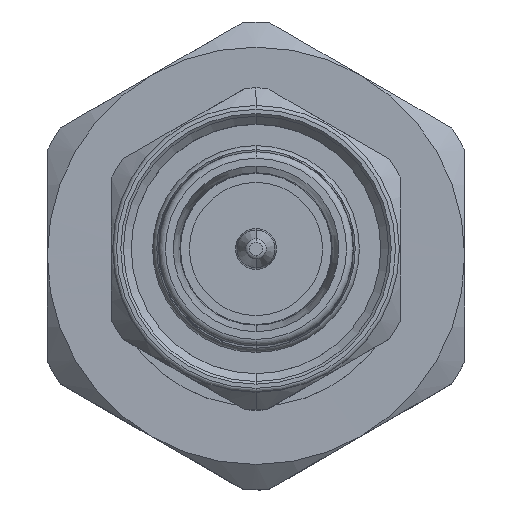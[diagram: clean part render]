
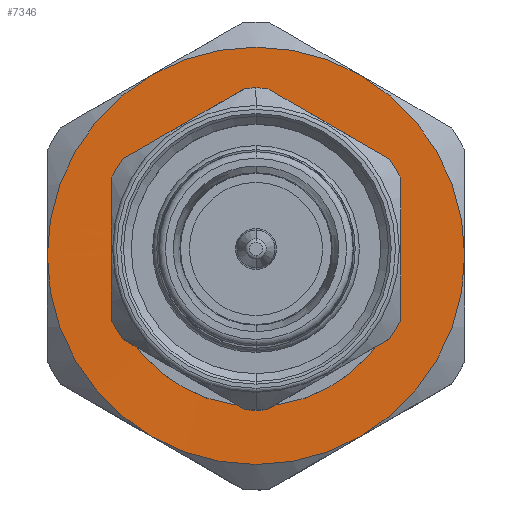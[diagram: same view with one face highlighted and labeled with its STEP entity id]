
A CAD part, top view. The second image highlights one B-rep face of the part: STEP entity #7346.
In plain terms, the highlighted face is planar.
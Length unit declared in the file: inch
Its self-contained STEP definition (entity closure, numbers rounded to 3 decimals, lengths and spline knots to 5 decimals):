
#68 = CARTESIAN_POINT ( 'NONE',  ( 0.58077, -0.38086, 0.10235 ) ) ;
#99 = CARTESIAN_POINT ( 'NONE',  ( 0.581, 0., 0.625 ) ) ;
#194 = CARTESIAN_POINT ( 'NONE',  ( 0.58077, -0.39104, 0.05119 ) ) ;
#411 = CARTESIAN_POINT ( 'NONE',  ( 0.58089, 0., -0.39104 ) ) ;
#450 = CARTESIAN_POINT ( 'NONE',  ( 0.58077, 0.34169, -0.19694 ) ) ;
#530 = CARTESIAN_POINT ( 'NONE',  ( 0.58077, 0.10235, -0.38086 ) ) ;
#626 = CARTESIAN_POINT ( 'NONE',  ( 0.58089, 0., -0.39104 ) ) ;
#837 = EDGE_CURVE ( 'NONE', #1756, #4525, #2573, .T. ) ;
#850 = EDGE_CURVE ( 'NONE', #1181, #1756, #3129, .T. ) ;
#1061 = DIRECTION ( 'NONE',  ( 1., 0., 0. ) ) ;
#1181 = VERTEX_POINT ( 'NONE', #4994 ) ;
#1386 = DIRECTION ( 'NONE',  ( 0., 0., -1. ) ) ;
#1404 = DIRECTION ( 'NONE',  ( 0., 0., -1. ) ) ;
#1418 = ORIENTED_EDGE ( 'NONE', *, *, #837, .T. ) ;
#1483 = CARTESIAN_POINT ( 'NONE',  ( 0.58077, -0.19694, 0.34169 ) ) ;
#1528 = DIRECTION ( 'NONE',  ( 1., 0., 0. ) ) ;
#1699 = DIRECTION ( 'NONE',  ( 0., 0., -1. ) ) ;
#1717 = CARTESIAN_POINT ( 'NONE',  ( 0.58077, 0.05119, 0.39104 ) ) ;
#1733 = DIRECTION ( 'NONE',  ( 0., 0., 1. ) ) ;
#1756 = VERTEX_POINT ( 'NONE', #6509 ) ;
#1765 = CARTESIAN_POINT ( 'NONE',  ( 0.58077, 0.24031, 0.3127 ) ) ;
#1802 = CARTESIAN_POINT ( 'NONE',  ( 0.58077, 0.38086, 0.10235 ) ) ;
#1859 = CARTESIAN_POINT ( 'NONE',  ( 0.581, 0., 0. ) ) ;
#1891 = AXIS2_PLACEMENT_3D ( 'NONE', #2083, #7293, #1404 ) ;
#1897 = ORIENTED_EDGE ( 'NONE', *, *, #8420, .T. ) ;
#1946 = ORIENTED_EDGE ( 'NONE', *, *, #6611, .F. ) ;
#2070 = CARTESIAN_POINT ( 'NONE',  ( 0.58077, -0.34169, 0.19694 ) ) ;
#2083 = CARTESIAN_POINT ( 'NONE',  ( 0.581, 0., 0. ) ) ;
#2269 = EDGE_CURVE ( 'NONE', #3559, #1181, #4079, .T. ) ;
#2570 = CIRCLE ( 'NONE', #6969, 0.625 ) ;
#2573 = CIRCLE ( 'NONE', #3678, 0.625 ) ;
#2599 = ORIENTED_EDGE ( 'NONE', *, *, #3720, .T. ) ;
#2735 = EDGE_CURVE ( 'NONE', #7480, #5833, #8202, .T. ) ;
#2872 = CARTESIAN_POINT ( 'NONE',  ( 0.581, -0.54127, -0.3125 ) ) ;
#2874 = EDGE_LOOP ( 'NONE', ( #7045, #1946 ) ) ;
#3061 = CARTESIAN_POINT ( 'NONE',  ( 0.58077, 0.38086, -0.10235 ) ) ;
#3129 = CIRCLE ( 'NONE', #1891, 0.625 ) ;
#3141 = CARTESIAN_POINT ( 'NONE',  ( 0.58077, 0.3127, 0.24031 ) ) ;
#3200 = DIRECTION ( 'NONE',  ( 1., 0., 0. ) ) ;
#3220 = DIRECTION ( 'NONE',  ( 1., 0., 0. ) ) ;
#3258 = AXIS2_PLACEMENT_3D ( 'NONE', #1859, #3200, #1699 ) ;
#3324 = CARTESIAN_POINT ( 'NONE',  ( 0.58077, -0.34169, -0.19694 ) ) ;
#3364 = CARTESIAN_POINT ( 'NONE',  ( 0.58089, 0., 0.39104 ) ) ;
#3416 = DIRECTION ( 'NONE',  ( 0., 0., -1. ) ) ;
#3450 = CARTESIAN_POINT ( 'NONE',  ( 0.58077, -0.10235, -0.38086 ) ) ;
#3559 = VERTEX_POINT ( 'NONE', #6596 ) ;
#3596 = CARTESIAN_POINT ( 'NONE',  ( 0.58089, 0., 0.39104 ) ) ;
#3632 = PLANE ( 'NONE',  #4340 ) ;
#3678 = AXIS2_PLACEMENT_3D ( 'NONE', #4604, #6076, #4017 ) ;
#3720 = EDGE_CURVE ( 'NONE', #4525, #7480, #6273, .T. ) ;
#4017 = DIRECTION ( 'NONE',  ( 0., 0., -1. ) ) ;
#4079 = CIRCLE ( 'NONE', #3258, 0.625 ) ;
#4094 = CARTESIAN_POINT ( 'NONE',  ( 0.58077, -0.3127, -0.24031 ) ) ;
#4228 = AXIS2_PLACEMENT_3D ( 'NONE', #5720, #1061, #8254 ) ;
#4340 = AXIS2_PLACEMENT_3D ( 'NONE', #7628, #6240, #1733 ) ;
#4414 = CARTESIAN_POINT ( 'NONE',  ( 0.58077, 0.19694, 0.34169 ) ) ;
#4525 = VERTEX_POINT ( 'NONE', #99 ) ;
#4555 = CARTESIAN_POINT ( 'NONE',  ( 0.58089, 0., -0.39104 ) ) ;
#4604 = CARTESIAN_POINT ( 'NONE',  ( 0.581, 0., 0. ) ) ;
#4785 = ORIENTED_EDGE ( 'NONE', *, *, #850, .T. ) ;
#4932 = ORIENTED_EDGE ( 'NONE', *, *, #2269, .T. ) ;
#4982 = CARTESIAN_POINT ( 'NONE',  ( 0.58077, 0.3127, -0.24031 ) ) ;
#4994 = CARTESIAN_POINT ( 'NONE',  ( 0.581, 0.54127, -0.3125 ) ) ;
#5018 = CARTESIAN_POINT ( 'NONE',  ( 0.58077, 0.39104, 0.05119 ) ) ;
#5369 = CARTESIAN_POINT ( 'NONE',  ( 0.58077, -0.38086, -0.10235 ) ) ;
#5408 = CARTESIAN_POINT ( 'NONE',  ( 0.58077, -0.19694, -0.34169 ) ) ;
#5460 = CARTESIAN_POINT ( 'NONE',  ( 0.581, 0., 0. ) ) ;
#5611 = ORIENTED_EDGE ( 'NONE', *, *, #2735, .T. ) ;
#5618 = CARTESIAN_POINT ( 'NONE',  ( 0.58077, 0.05119, -0.39104 ) ) ;
#5650 = EDGE_CURVE ( 'NONE', #8126, #6796, #7482, .T. ) ;
#5720 = CARTESIAN_POINT ( 'NONE',  ( 0.581, 0., 0. ) ) ;
#5833 = VERTEX_POINT ( 'NONE', #2872 ) ;
#5975 = CARTESIAN_POINT ( 'NONE',  ( 0.58077, -0.3127, 0.24031 ) ) ;
#6025 = CARTESIAN_POINT ( 'NONE',  ( 0.58077, -0.05119, -0.39104 ) ) ;
#6061 = CARTESIAN_POINT ( 'NONE',  ( 0.58077, -0.24031, -0.3127 ) ) ;
#6076 = DIRECTION ( 'NONE',  ( 1., 0., 0. ) ) ;
#6240 = DIRECTION ( 'NONE',  ( -1., 0., 0. ) ) ;
#6273 = CIRCLE ( 'NONE', #4228, 0.625 ) ;
#6332 = FACE_BOUND ( 'NONE', #2874, .T. ) ;
#6509 = CARTESIAN_POINT ( 'NONE',  ( 0.581, 0.54127, 0.3125 ) ) ;
#6596 = CARTESIAN_POINT ( 'NONE',  ( 0.581, 0., -0.625 ) ) ;
#6611 = EDGE_CURVE ( 'NONE', #6796, #8126, #8295, .T. ) ;
#6796 = VERTEX_POINT ( 'NONE', #3596 ) ;
#6969 = AXIS2_PLACEMENT_3D ( 'NONE', #5460, #1528, #3416 ) ;
#6994 = FACE_OUTER_BOUND ( 'NONE', #8046, .T. ) ;
#7045 = ORIENTED_EDGE ( 'NONE', *, *, #5650, .F. ) ;
#7049 = CARTESIAN_POINT ( 'NONE',  ( 0.58089, 0., 0.39104 ) ) ;
#7277 = CARTESIAN_POINT ( 'NONE',  ( 0.581, 0., 0. ) ) ;
#7293 = DIRECTION ( 'NONE',  ( 1., 0., 0. ) ) ;
#7324 = CARTESIAN_POINT ( 'NONE',  ( 0.58077, -0.05119, 0.39104 ) ) ;
#7346 = ADVANCED_FACE ( 'NONE', ( #6332, #6994 ), #3632, .F. ) ;
#7362 = CARTESIAN_POINT ( 'NONE',  ( 0.58077, -0.24031, 0.3127 ) ) ;
#7480 = VERTEX_POINT ( 'NONE', #7707 ) ;
#7482 = B_SPLINE_CURVE_WITH_KNOTS ( 'NONE', 3,
 ( #411, #5618, #530, #7735, #8277, #4982, #450, #3061, #7693, #5018, #1802, #7657, #3141, #1765, #4414, #7615, #1717, #7049 ),
 .UNSPECIFIED., .F., .F.,
 ( 4, 2, 2, 2, 2, 2, 2, 2, 4 ),
 ( 0., 0.0625, 0.125, 0.1875, 0.25, 0.3125, 0.375, 0.4375, 0.5 ),
 .UNSPECIFIED. ) ;
#7615 = CARTESIAN_POINT ( 'NONE',  ( 0.58077, 0.10235, 0.38086 ) ) ;
#7628 = CARTESIAN_POINT ( 'NONE',  ( 0.581, 0.70057, 0. ) ) ;
#7657 = CARTESIAN_POINT ( 'NONE',  ( 0.58077, 0.34169, 0.19694 ) ) ;
#7693 = CARTESIAN_POINT ( 'NONE',  ( 0.58077, 0.39104, -0.05119 ) ) ;
#7707 = CARTESIAN_POINT ( 'NONE',  ( 0.581, -0.54127, 0.3125 ) ) ;
#7735 = CARTESIAN_POINT ( 'NONE',  ( 0.58077, 0.19694, -0.34169 ) ) ;
#7927 = CARTESIAN_POINT ( 'NONE',  ( 0.58077, -0.10235, 0.38086 ) ) ;
#8046 = EDGE_LOOP ( 'NONE', ( #1418, #2599, #5611, #1897, #4932, #4785 ) ) ;
#8050 = CARTESIAN_POINT ( 'NONE',  ( 0.58077, -0.39104, -0.05119 ) ) ;
#8060 = AXIS2_PLACEMENT_3D ( 'NONE', #7277, #3220, #1386 ) ;
#8126 = VERTEX_POINT ( 'NONE', #626 ) ;
#8202 = CIRCLE ( 'NONE', #8060, 0.625 ) ;
#8254 = DIRECTION ( 'NONE',  ( 0., 0., -1. ) ) ;
#8277 = CARTESIAN_POINT ( 'NONE',  ( 0.58077, 0.24031, -0.3127 ) ) ;
#8295 = B_SPLINE_CURVE_WITH_KNOTS ( 'NONE', 3,
 ( #3364, #7324, #7927, #1483, #7362, #5975, #2070, #68, #194, #8050, #5369, #3324, #4094, #6061, #5408, #3450, #6025, #4555 ),
 .UNSPECIFIED., .F., .F.,
 ( 4, 2, 2, 2, 2, 2, 2, 2, 4 ),
 ( 0.5, 0.5625, 0.625, 0.6875, 0.75, 0.8125, 0.875, 0.9375, 1. ),
 .UNSPECIFIED. ) ;
#8420 = EDGE_CURVE ( 'NONE', #5833, #3559, #2570, .T. ) ;
